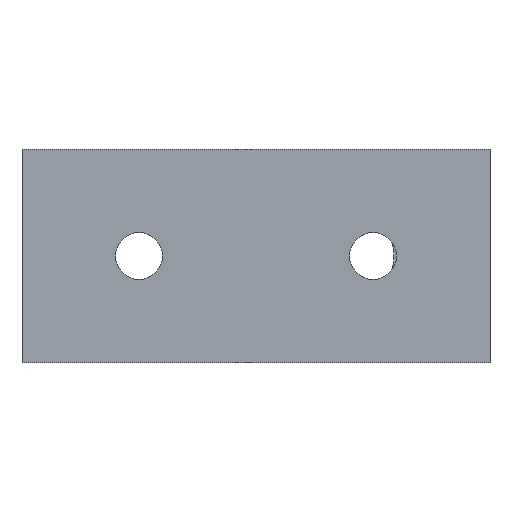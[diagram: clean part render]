
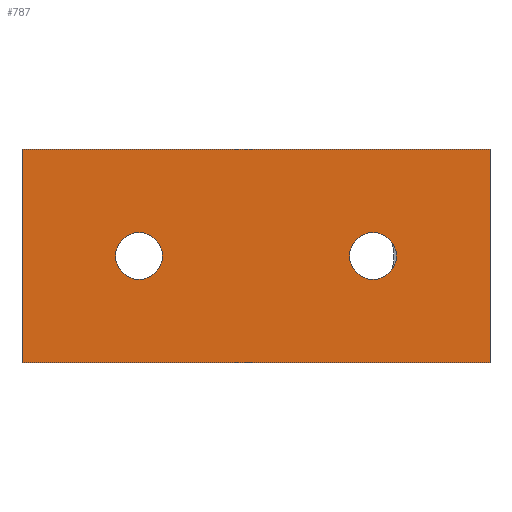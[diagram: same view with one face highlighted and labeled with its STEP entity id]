
A CAD part, left-side view. The second image highlights one B-rep face of the part: STEP entity #787.
In plain terms, the highlighted planar face has unit normal (-1, 0, 0).
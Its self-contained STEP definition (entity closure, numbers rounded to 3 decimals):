
#26 = CARTESIAN_POINT ( 'NONE',  ( -6., 16.5, -4.5 ) ) ;
#27 = VERTEX_POINT ( 'NONE', #421 ) ;
#29 = CIRCLE ( 'NONE', #208, 4.5 ) ;
#94 = LINE ( 'NONE', #683, #389 ) ;
#110 = DIRECTION ( 'NONE',  ( -1., 0., 0. ) ) ;
#129 = LINE ( 'NONE', #637, #166 ) ;
#134 = AXIS2_PLACEMENT_3D ( 'NONE', #1320, #1133, #1119 ) ;
#166 = VECTOR ( 'NONE', #831, 1000. ) ;
#167 = CARTESIAN_POINT ( 'NONE',  ( -6., -6., 20.5 ) ) ;
#182 = DIRECTION ( 'NONE',  ( 0., 0., 1. ) ) ;
#189 = DIRECTION ( 'NONE',  ( -1., 0., 0. ) ) ;
#208 = AXIS2_PLACEMENT_3D ( 'NONE', #1246, #249, #937 ) ;
#228 = DIRECTION ( 'NONE',  ( 0., 0., 1. ) ) ;
#236 = EDGE_CURVE ( 'NONE', #27, #1025, #94, .T. ) ;
#249 = DIRECTION ( 'NONE',  ( -1., 0., 0. ) ) ;
#265 = VERTEX_POINT ( 'NONE', #629 ) ;
#267 = CARTESIAN_POINT ( 'NONE',  ( -6., -6., 20.5 ) ) ;
#276 = DIRECTION ( 'NONE',  ( 0., -1., 0. ) ) ;
#303 = CARTESIAN_POINT ( 'NONE',  ( -6., 61.5, 0. ) ) ;
#372 = DIRECTION ( 'NONE',  ( 0., 0., 1. ) ) ;
#380 = EDGE_CURVE ( 'NONE', #1025, #1214, #129, .T. ) ;
#389 = VECTOR ( 'NONE', #1331, 1000. ) ;
#413 = ORIENTED_EDGE ( 'NONE', *, *, #1314, .F. ) ;
#421 = CARTESIAN_POINT ( 'NONE',  ( -6., 84., -20.5 ) ) ;
#459 = ORIENTED_EDGE ( 'NONE', *, *, #380, .T. ) ;
#480 = CARTESIAN_POINT ( 'NONE',  ( -6., 61.5, 4.5 ) ) ;
#489 = FACE_BOUND ( 'NONE', #599, .T. ) ;
#508 = VERTEX_POINT ( 'NONE', #26 ) ;
#512 = DIRECTION ( 'NONE',  ( 0., 1., 0. ) ) ;
#525 = EDGE_CURVE ( 'NONE', #508, #1222, #755, .T. ) ;
#539 = AXIS2_PLACEMENT_3D ( 'NONE', #1267, #110, #512 ) ;
#570 = EDGE_LOOP ( 'NONE', ( #459, #1306, #1233, #1341 ) ) ;
#586 = ORIENTED_EDGE ( 'NONE', *, *, #806, .F. ) ;
#599 = EDGE_LOOP ( 'NONE', ( #413, #934 ) ) ;
#618 = PLANE ( 'NONE',  #539 ) ;
#629 = CARTESIAN_POINT ( 'NONE',  ( -6., 84., 20.5 ) ) ;
#637 = CARTESIAN_POINT ( 'NONE',  ( -6., -6., -20.5 ) ) ;
#642 = FACE_OUTER_BOUND ( 'NONE', #570, .T. ) ;
#657 = CIRCLE ( 'NONE', #833, 4.5 ) ;
#674 = EDGE_CURVE ( 'NONE', #27, #265, #1000, .T. ) ;
#683 = CARTESIAN_POINT ( 'NONE',  ( -6., -6., -20.5 ) ) ;
#691 = AXIS2_PLACEMENT_3D ( 'NONE', #1064, #960, #228 ) ;
#696 = CARTESIAN_POINT ( 'NONE',  ( -6., 16.5, 4.5 ) ) ;
#734 = VERTEX_POINT ( 'NONE', #480 ) ;
#747 = ORIENTED_EDGE ( 'NONE', *, *, #1013, .F. ) ;
#755 = CIRCLE ( 'NONE', #691, 4.5 ) ;
#769 = VECTOR ( 'NONE', #276, 1000. ) ;
#775 = EDGE_LOOP ( 'NONE', ( #747, #586 ) ) ;
#787 = ADVANCED_FACE ( 'NONE', ( #1323, #489, #642 ), #618, .T. ) ;
#793 = CARTESIAN_POINT ( 'NONE',  ( -6., 84., -20.5 ) ) ;
#806 = EDGE_CURVE ( 'NONE', #886, #734, #29, .T. ) ;
#831 = DIRECTION ( 'NONE',  ( 0., 0., 1. ) ) ;
#833 = AXIS2_PLACEMENT_3D ( 'NONE', #303, #189, #372 ) ;
#860 = CIRCLE ( 'NONE', #134, 4.5 ) ;
#866 = LINE ( 'NONE', #267, #769 ) ;
#886 = VERTEX_POINT ( 'NONE', #1189 ) ;
#918 = CARTESIAN_POINT ( 'NONE',  ( -6., -6., -20.5 ) ) ;
#934 = ORIENTED_EDGE ( 'NONE', *, *, #525, .F. ) ;
#937 = DIRECTION ( 'NONE',  ( 0., 0., 1. ) ) ;
#960 = DIRECTION ( 'NONE',  ( -1., 0., 0. ) ) ;
#961 = EDGE_CURVE ( 'NONE', #265, #1214, #866, .T. ) ;
#1000 = LINE ( 'NONE', #793, #1289 ) ;
#1013 = EDGE_CURVE ( 'NONE', #734, #886, #657, .T. ) ;
#1025 = VERTEX_POINT ( 'NONE', #918 ) ;
#1064 = CARTESIAN_POINT ( 'NONE',  ( -6., 16.5, 0. ) ) ;
#1119 = DIRECTION ( 'NONE',  ( 0., 0., 1. ) ) ;
#1133 = DIRECTION ( 'NONE',  ( -1., 0., 0. ) ) ;
#1189 = CARTESIAN_POINT ( 'NONE',  ( -6., 61.5, -4.5 ) ) ;
#1214 = VERTEX_POINT ( 'NONE', #167 ) ;
#1222 = VERTEX_POINT ( 'NONE', #696 ) ;
#1233 = ORIENTED_EDGE ( 'NONE', *, *, #674, .F. ) ;
#1246 = CARTESIAN_POINT ( 'NONE',  ( -6., 61.5, 0. ) ) ;
#1267 = CARTESIAN_POINT ( 'NONE',  ( -6., -6., -20.5 ) ) ;
#1289 = VECTOR ( 'NONE', #182, 1000. ) ;
#1306 = ORIENTED_EDGE ( 'NONE', *, *, #961, .F. ) ;
#1314 = EDGE_CURVE ( 'NONE', #1222, #508, #860, .T. ) ;
#1320 = CARTESIAN_POINT ( 'NONE',  ( -6., 16.5, 0. ) ) ;
#1323 = FACE_BOUND ( 'NONE', #775, .T. ) ;
#1331 = DIRECTION ( 'NONE',  ( 0., -1., 0. ) ) ;
#1341 = ORIENTED_EDGE ( 'NONE', *, *, #236, .T. ) ;
